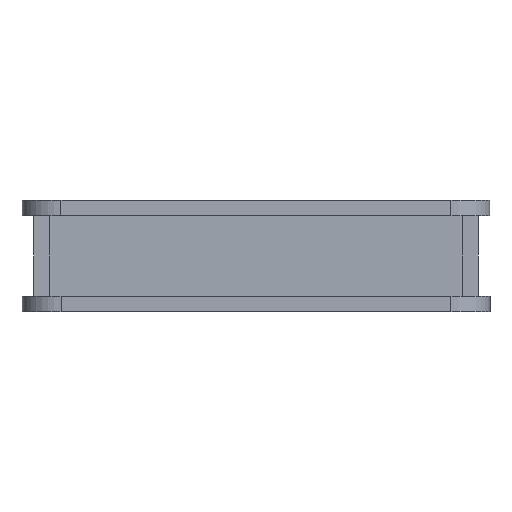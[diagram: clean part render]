
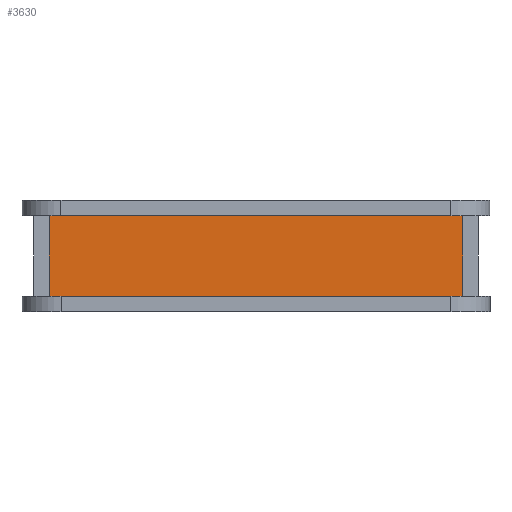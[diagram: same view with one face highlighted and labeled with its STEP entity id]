
A CAD part, left-side view. The second image highlights one B-rep face of the part: STEP entity #3630.
In plain terms, the highlighted planar face has unit normal (-1, 0, 0).
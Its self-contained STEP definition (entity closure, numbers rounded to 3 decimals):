
#170=PLANE('',#3904);
#342=FACE_OUTER_BOUND('',#548,.T.);
#548=EDGE_LOOP('',(#2889,#2890,#2891,#2892,#2893,#2894,#2895,#2896,#2897,
#2898,#2899,#2900,#2901,#2902,#2903,#2904,#2905,#2906,#2907,#2908));
#807=LINE('',#5257,#1281);
#811=LINE('',#5265,#1285);
#814=LINE('',#5271,#1288);
#817=LINE('',#5277,#1291);
#820=LINE('',#5283,#1294);
#823=LINE('',#5289,#1297);
#826=LINE('',#5295,#1300);
#829=LINE('',#5301,#1303);
#832=LINE('',#5307,#1306);
#835=LINE('',#5313,#1309);
#838=LINE('',#5319,#1312);
#841=LINE('',#5325,#1315);
#844=LINE('',#5331,#1318);
#847=LINE('',#5337,#1321);
#850=LINE('',#5343,#1324);
#853=LINE('',#5349,#1327);
#856=LINE('',#5355,#1330);
#859=LINE('',#5361,#1333);
#862=LINE('',#5367,#1336);
#865=LINE('',#5372,#1339);
#1281=VECTOR('',#4297,10.);
#1285=VECTOR('',#4303,10.);
#1288=VECTOR('',#4308,10.);
#1291=VECTOR('',#4313,10.);
#1294=VECTOR('',#4318,10.);
#1297=VECTOR('',#4323,10.);
#1300=VECTOR('',#4328,10.);
#1303=VECTOR('',#4333,10.);
#1306=VECTOR('',#4338,10.);
#1309=VECTOR('',#4343,10.);
#1312=VECTOR('',#4348,10.);
#1315=VECTOR('',#4353,10.);
#1318=VECTOR('',#4358,10.);
#1321=VECTOR('',#4363,10.);
#1324=VECTOR('',#4368,10.);
#1327=VECTOR('',#4373,10.);
#1330=VECTOR('',#4378,10.);
#1333=VECTOR('',#4383,10.);
#1336=VECTOR('',#4388,10.);
#1339=VECTOR('',#4393,10.);
#1763=VERTEX_POINT('',#5255);
#1764=VERTEX_POINT('',#5256);
#1767=VERTEX_POINT('',#5264);
#1769=VERTEX_POINT('',#5270);
#1771=VERTEX_POINT('',#5276);
#1773=VERTEX_POINT('',#5282);
#1775=VERTEX_POINT('',#5288);
#1777=VERTEX_POINT('',#5294);
#1779=VERTEX_POINT('',#5300);
#1781=VERTEX_POINT('',#5306);
#1783=VERTEX_POINT('',#5312);
#1785=VERTEX_POINT('',#5318);
#1787=VERTEX_POINT('',#5324);
#1789=VERTEX_POINT('',#5330);
#1791=VERTEX_POINT('',#5336);
#1793=VERTEX_POINT('',#5342);
#1795=VERTEX_POINT('',#5348);
#1797=VERTEX_POINT('',#5354);
#1799=VERTEX_POINT('',#5360);
#1801=VERTEX_POINT('',#5366);
#2147=EDGE_CURVE('',#1763,#1764,#807,.T.);
#2151=EDGE_CURVE('',#1764,#1767,#811,.T.);
#2154=EDGE_CURVE('',#1767,#1769,#814,.T.);
#2157=EDGE_CURVE('',#1771,#1769,#817,.T.);
#2160=EDGE_CURVE('',#1773,#1771,#820,.T.);
#2163=EDGE_CURVE('',#1775,#1773,#823,.T.);
#2166=EDGE_CURVE('',#1777,#1775,#826,.T.);
#2169=EDGE_CURVE('',#1777,#1779,#829,.T.);
#2172=EDGE_CURVE('',#1779,#1781,#832,.T.);
#2175=EDGE_CURVE('',#1783,#1781,#835,.T.);
#2178=EDGE_CURVE('',#1783,#1785,#838,.T.);
#2181=EDGE_CURVE('',#1785,#1787,#841,.T.);
#2184=EDGE_CURVE('',#1789,#1787,#844,.T.);
#2187=EDGE_CURVE('',#1789,#1791,#847,.T.);
#2190=EDGE_CURVE('',#1791,#1793,#850,.T.);
#2193=EDGE_CURVE('',#1793,#1795,#853,.T.);
#2196=EDGE_CURVE('',#1797,#1795,#856,.T.);
#2199=EDGE_CURVE('',#1797,#1799,#859,.T.);
#2202=EDGE_CURVE('',#1801,#1799,#862,.T.);
#2205=EDGE_CURVE('',#1763,#1801,#865,.T.);
#2889=ORIENTED_EDGE('',*,*,#2205,.F.);
#2890=ORIENTED_EDGE('',*,*,#2147,.T.);
#2891=ORIENTED_EDGE('',*,*,#2151,.T.);
#2892=ORIENTED_EDGE('',*,*,#2154,.T.);
#2893=ORIENTED_EDGE('',*,*,#2157,.F.);
#2894=ORIENTED_EDGE('',*,*,#2160,.F.);
#2895=ORIENTED_EDGE('',*,*,#2163,.F.);
#2896=ORIENTED_EDGE('',*,*,#2166,.F.);
#2897=ORIENTED_EDGE('',*,*,#2169,.T.);
#2898=ORIENTED_EDGE('',*,*,#2172,.T.);
#2899=ORIENTED_EDGE('',*,*,#2175,.F.);
#2900=ORIENTED_EDGE('',*,*,#2178,.T.);
#2901=ORIENTED_EDGE('',*,*,#2181,.T.);
#2902=ORIENTED_EDGE('',*,*,#2184,.F.);
#2903=ORIENTED_EDGE('',*,*,#2187,.T.);
#2904=ORIENTED_EDGE('',*,*,#2190,.T.);
#2905=ORIENTED_EDGE('',*,*,#2193,.T.);
#2906=ORIENTED_EDGE('',*,*,#2196,.F.);
#2907=ORIENTED_EDGE('',*,*,#2199,.T.);
#2908=ORIENTED_EDGE('',*,*,#2202,.F.);
#3630=ADVANCED_FACE('',(#342),#170,.F.);
#3904=AXIS2_PLACEMENT_3D('',#5375,#4397,#4398);
#4297=DIRECTION('',(0.,1.,0.));
#4303=DIRECTION('',(0.,0.,-1.));
#4308=DIRECTION('',(0.,1.,0.));
#4313=DIRECTION('',(0.,0.,1.));
#4318=DIRECTION('',(0.,1.,0.));
#4323=DIRECTION('',(0.,0.,1.));
#4328=DIRECTION('',(0.,1.,0.));
#4333=DIRECTION('',(0.,0.,1.));
#4338=DIRECTION('',(0.,-1.,0.));
#4343=DIRECTION('',(0.,0.,1.));
#4348=DIRECTION('',(0.,-1.,0.));
#4353=DIRECTION('',(0.,0.,1.));
#4358=DIRECTION('',(0.,1.,0.));
#4363=DIRECTION('',(0.,0.,1.));
#4368=DIRECTION('',(0.,1.,0.));
#4373=DIRECTION('',(0.,0.,1.));
#4378=DIRECTION('',(0.,-1.,0.));
#4383=DIRECTION('',(0.,0.,-1.));
#4388=DIRECTION('',(0.,-1.,0.));
#4393=DIRECTION('',(0.,0.,-1.));
#4397=DIRECTION('center_axis',(1.,0.,0.));
#4398=DIRECTION('ref_axis',(0.,1.,0.));
#5255=CARTESIAN_POINT('',(1.5,40.,14.3));
#5256=CARTESIAN_POINT('',(1.5,50.,14.3));
#5257=CARTESIAN_POINT('',(1.5,40.,14.3));
#5264=CARTESIAN_POINT('',(1.5,50.,12.3));
#5265=CARTESIAN_POINT('',(1.5,50.,14.3));
#5270=CARTESIAN_POINT('',(1.5,56.5,12.3));
#5271=CARTESIAN_POINT('',(1.5,50.,12.3));
#5276=CARTESIAN_POINT('',(1.5,56.5,2.));
#5277=CARTESIAN_POINT('',(1.5,56.5,2.));
#5282=CARTESIAN_POINT('',(1.5,50.,2.));
#5283=CARTESIAN_POINT('',(1.5,50.,2.));
#5288=CARTESIAN_POINT('',(1.5,50.,0.));
#5289=CARTESIAN_POINT('',(1.5,50.,0.));
#5294=CARTESIAN_POINT('',(1.5,40.,0.));
#5295=CARTESIAN_POINT('',(1.5,40.,0.));
#5300=CARTESIAN_POINT('',(1.5,40.,2.));
#5301=CARTESIAN_POINT('',(1.5,40.,0.));
#5306=CARTESIAN_POINT('',(1.5,20.,2.));
#5307=CARTESIAN_POINT('',(1.5,40.,2.));
#5312=CARTESIAN_POINT('',(1.5,20.,0.));
#5313=CARTESIAN_POINT('',(1.5,20.,0.));
#5318=CARTESIAN_POINT('',(1.5,10.,0.));
#5319=CARTESIAN_POINT('',(1.5,20.,0.));
#5324=CARTESIAN_POINT('',(1.5,10.,2.));
#5325=CARTESIAN_POINT('',(1.5,10.,0.));
#5330=CARTESIAN_POINT('',(1.5,3.5,2.));
#5331=CARTESIAN_POINT('',(1.5,3.5,2.));
#5336=CARTESIAN_POINT('',(1.5,3.5,12.3));
#5337=CARTESIAN_POINT('',(1.5,3.5,2.));
#5342=CARTESIAN_POINT('',(1.5,10.,12.3));
#5343=CARTESIAN_POINT('',(1.5,3.5,12.3));
#5348=CARTESIAN_POINT('',(1.5,10.,14.3));
#5349=CARTESIAN_POINT('',(1.5,10.,12.3));
#5354=CARTESIAN_POINT('',(1.5,20.,14.3));
#5355=CARTESIAN_POINT('',(1.5,20.,14.3));
#5360=CARTESIAN_POINT('',(1.5,20.,12.3));
#5361=CARTESIAN_POINT('',(1.5,20.,14.3));
#5366=CARTESIAN_POINT('',(1.5,40.,12.3));
#5367=CARTESIAN_POINT('',(1.5,40.,12.3));
#5372=CARTESIAN_POINT('',(1.5,40.,14.3));
#5375=CARTESIAN_POINT('Origin',(1.5,30.,7.15));
